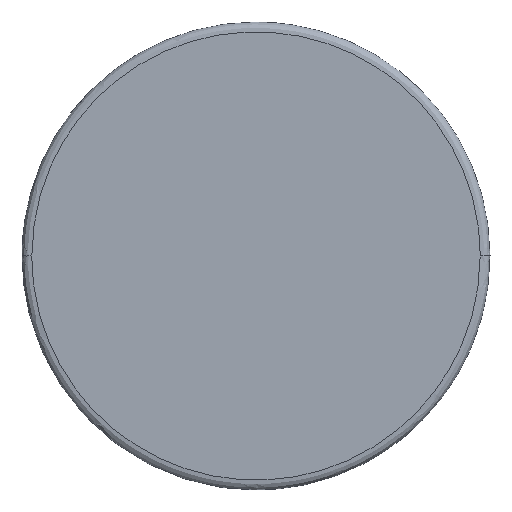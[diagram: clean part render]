
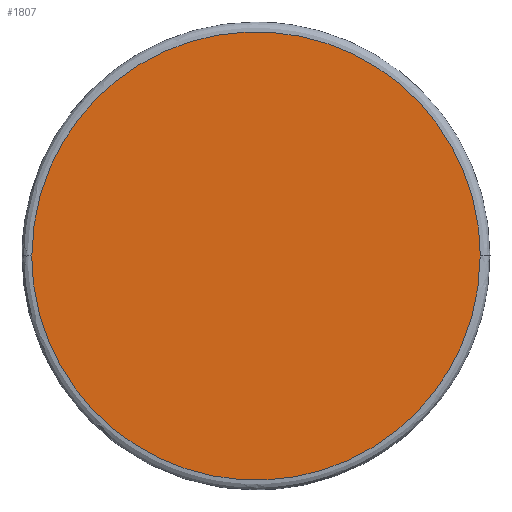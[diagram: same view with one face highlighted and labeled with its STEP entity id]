
A CAD part, front view. The second image highlights one B-rep face of the part: STEP entity #1807.
In plain terms, the highlighted planar face has unit normal (0, -1, 0).
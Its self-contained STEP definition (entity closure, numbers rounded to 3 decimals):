
#273 = CARTESIAN_POINT ( 'NONE',  ( 45.499, -26.13, 0. ) ) ;
#294 = CARTESIAN_POINT ( 'NONE',  ( -33.01, -26.13, -33.01 ) ) ;
#566 = CARTESIAN_POINT ( 'NONE',  ( -17.865, -26.13, -43.13 ) ) ;
#598 = CARTESIAN_POINT ( 'NONE',  ( -45.499, -26.13, 0. ) ) ;
#659 = CARTESIAN_POINT ( 'NONE',  ( 45.499, -26.13, 5.955 ) ) ;
#726 = ORIENTED_EDGE ( 'NONE', *, *, #3354, .F. ) ;
#836 = B_SPLINE_CURVE_WITH_KNOTS ( 'NONE', 3,
 ( #273, #1767, #3275, #1747, #3554, #2081, #566, #294, #2667, #862, #1486 ),
 .UNSPECIFIED., .F., .F.,
 ( 4, 1, 1, 1, 1, 1, 1, 1, 4 ),
 ( 0., 0.125, 0.25, 0.375, 0.5, 0.625, 0.75, 0.875, 1. ),
 .UNSPECIFIED. ) ;
#862 = CARTESIAN_POINT ( 'NONE',  ( -45.499, -26.13, -5.955 ) ) ;
#924 = B_SPLINE_CURVE_WITH_KNOTS ( 'NONE', 3,
 ( #598, #3000, #1473, #3290, #2050, #2069, #1529, #2149, #1564, #659, #1543 ),
 .UNSPECIFIED., .F., .F.,
 ( 4, 1, 1, 1, 1, 1, 1, 1, 4 ),
 ( 0., 0.125, 0.25, 0.375, 0.5, 0.625, 0.75, 0.875, 1. ),
 .UNSPECIFIED. ) ;
#1030 = CARTESIAN_POINT ( 'NONE',  ( 0., -26.13, 0. ) ) ;
#1373 = EDGE_LOOP ( 'NONE', ( #726, #3071 ) ) ;
#1473 = CARTESIAN_POINT ( 'NONE',  ( -43.13, -26.13, 17.865 ) ) ;
#1486 = CARTESIAN_POINT ( 'NONE',  ( -45.499, -26.13, 0. ) ) ;
#1529 = CARTESIAN_POINT ( 'NONE',  ( 17.865, -26.13, 43.13 ) ) ;
#1543 = CARTESIAN_POINT ( 'NONE',  ( 45.499, -26.13, 0. ) ) ;
#1564 = CARTESIAN_POINT ( 'NONE',  ( 43.13, -26.13, 17.865 ) ) ;
#1695 = CARTESIAN_POINT ( 'NONE',  ( 45.499, -26.13, 0. ) ) ;
#1747 = CARTESIAN_POINT ( 'NONE',  ( 33.01, -26.13, -33.01 ) ) ;
#1767 = CARTESIAN_POINT ( 'NONE',  ( 45.499, -26.13, -5.955 ) ) ;
#1807 = ADVANCED_FACE ( 'NONE', ( #2844 ), #3671, .F. ) ;
#1829 = AXIS2_PLACEMENT_3D ( 'NONE', #1030, #2533, #2254 ) ;
#2050 = CARTESIAN_POINT ( 'NONE',  ( -17.865, -26.13, 43.13 ) ) ;
#2064 = VERTEX_POINT ( 'NONE', #1695 ) ;
#2069 = CARTESIAN_POINT ( 'NONE',  ( 0., -26.13, 46.683 ) ) ;
#2081 = CARTESIAN_POINT ( 'NONE',  ( 0., -26.13, -46.683 ) ) ;
#2149 = CARTESIAN_POINT ( 'NONE',  ( 33.01, -26.13, 33.01 ) ) ;
#2254 = DIRECTION ( 'NONE',  ( 0., 0., -1. ) ) ;
#2533 = DIRECTION ( 'NONE',  ( 0., 1., 0. ) ) ;
#2667 = CARTESIAN_POINT ( 'NONE',  ( -43.13, -26.13, -17.865 ) ) ;
#2844 = FACE_OUTER_BOUND ( 'NONE', #1373, .T. ) ;
#3000 = CARTESIAN_POINT ( 'NONE',  ( -45.499, -26.13, 5.955 ) ) ;
#3071 = ORIENTED_EDGE ( 'NONE', *, *, #3375, .F. ) ;
#3146 = CARTESIAN_POINT ( 'NONE',  ( -45.499, -26.13, 0. ) ) ;
#3217 = VERTEX_POINT ( 'NONE', #3146 ) ;
#3275 = CARTESIAN_POINT ( 'NONE',  ( 43.13, -26.13, -17.865 ) ) ;
#3290 = CARTESIAN_POINT ( 'NONE',  ( -33.01, -26.13, 33.01 ) ) ;
#3354 = EDGE_CURVE ( 'NONE', #2064, #3217, #836, .T. ) ;
#3375 = EDGE_CURVE ( 'NONE', #3217, #2064, #924, .T. ) ;
#3554 = CARTESIAN_POINT ( 'NONE',  ( 17.865, -26.13, -43.13 ) ) ;
#3671 = PLANE ( 'NONE',  #1829 ) ;
